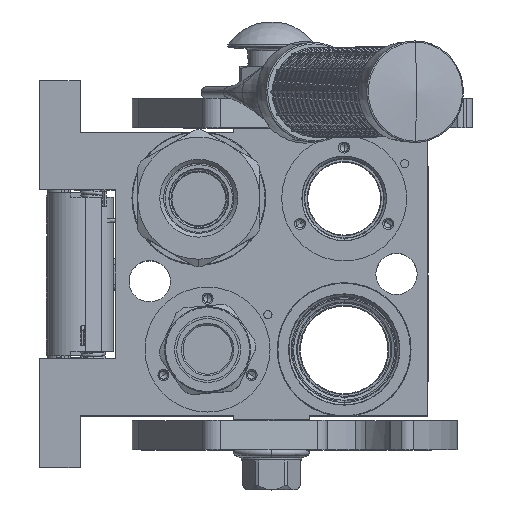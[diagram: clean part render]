
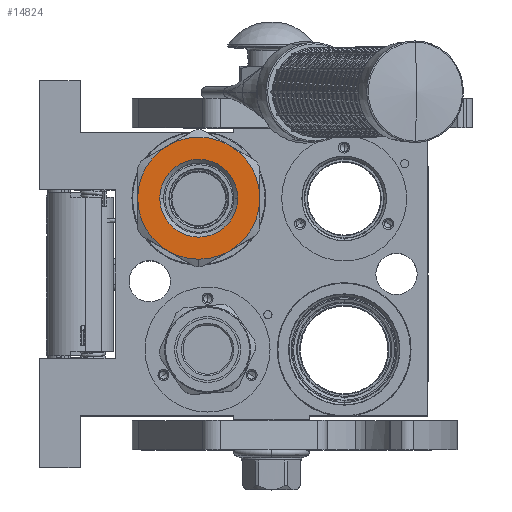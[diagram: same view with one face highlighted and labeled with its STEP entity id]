
A CAD part, top view. The second image highlights one B-rep face of the part: STEP entity #14824.
In plain terms, the highlighted face is planar.
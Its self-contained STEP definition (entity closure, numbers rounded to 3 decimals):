
#342 = CARTESIAN_POINT ( 'NONE',  ( 100.6, -10.5, -18.187 ) ) ;
#1766 = EDGE_LOOP ( 'NONE', ( #150923, #172097 ) ) ;
#2033 = EDGE_LOOP ( 'NONE', ( #165996, #203619, #7346, #213345, #5687, #67378, #161829 ) ) ;
#3057 = CIRCLE ( 'NONE', #41797, 21. ) ;
#5687 = ORIENTED_EDGE ( 'NONE', *, *, #110348, .F. ) ;
#5880 = FACE_OUTER_BOUND ( 'NONE', #2033, .T. ) ;
#6439 = AXIS2_PLACEMENT_3D ( 'NONE', #157886, #59187, #173879 ) ;
#7346 = ORIENTED_EDGE ( 'NONE', *, *, #204536, .T. ) ;
#14824 = ADVANCED_FACE ( 'NONE', ( #5880, #78354 ), #42741, .F. ) ;
#15780 = VERTEX_POINT ( 'NONE', #101717 ) ;
#24231 = CIRCLE ( 'NONE', #174397, 21. ) ;
#24638 = CARTESIAN_POINT ( 'NONE',  ( 100.6, 0., 0. ) ) ;
#26308 = CARTESIAN_POINT ( 'NONE',  ( 100.6, 21., 0. ) ) ;
#26533 = EDGE_CURVE ( 'NONE', #145844, #178552, #109919, .T. ) ;
#31671 = VERTEX_POINT ( 'NONE', #186705 ) ;
#35219 = EDGE_CURVE ( 'NONE', #178552, #145844, #152124, .T. ) ;
#40873 = VERTEX_POINT ( 'NONE', #113049 ) ;
#41797 = AXIS2_PLACEMENT_3D ( 'NONE', #24638, #57193, #57928 ) ;
#42741 = PLANE ( 'NONE',  #79400 ) ;
#50303 = AXIS2_PLACEMENT_3D ( 'NONE', #149484, #200219, #100759 ) ;
#51037 = CIRCLE ( 'NONE', #195948, 21. ) ;
#51680 = AXIS2_PLACEMENT_3D ( 'NONE', #206679, #157335, #57912 ) ;
#51854 = CARTESIAN_POINT ( 'NONE',  ( 100.6, 0., 0. ) ) ;
#57193 = DIRECTION ( 'NONE',  ( 1., 0., 0. ) ) ;
#57912 = DIRECTION ( 'NONE',  ( 0., -1., 0. ) ) ;
#57928 = DIRECTION ( 'NONE',  ( 0., 0.5, 0.866 ) ) ;
#59187 = DIRECTION ( 'NONE',  ( 1., 0., 0. ) ) ;
#61495 = CARTESIAN_POINT ( 'NONE',  ( 100.6, 0., 0. ) ) ;
#62940 = EDGE_CURVE ( 'NONE', #40873, #15780, #51037, .T. ) ;
#67378 = ORIENTED_EDGE ( 'NONE', *, *, #143107, .T. ) ;
#68269 = EDGE_CURVE ( 'NONE', #190811, #31671, #24231, .T. ) ;
#68677 = CIRCLE ( 'NONE', #89566, 21. ) ;
#72594 = CIRCLE ( 'NONE', #6439, 21. ) ;
#73707 = DIRECTION ( 'NONE',  ( 0., 1., 0. ) ) ;
#74943 = CARTESIAN_POINT ( 'NONE',  ( 100.6, -13.4, 0. ) ) ;
#78121 = DIRECTION ( 'NONE',  ( 0., 0., 1. ) ) ;
#78354 = FACE_BOUND ( 'NONE', #1766, .T. ) ;
#79400 = AXIS2_PLACEMENT_3D ( 'NONE', #61495, #176909, #78121 ) ;
#82654 = CIRCLE ( 'NONE', #51680, 21. ) ;
#84524 = CARTESIAN_POINT ( 'NONE',  ( 100.6, 10.5, 18.187 ) ) ;
#89566 = AXIS2_PLACEMENT_3D ( 'NONE', #102513, #204094, #138135 ) ;
#98944 = EDGE_CURVE ( 'NONE', #152402, #40873, #68677, .T. ) ;
#100759 = DIRECTION ( 'NONE',  ( 0., 0.5, 0.866 ) ) ;
#101717 = CARTESIAN_POINT ( 'NONE',  ( 100.6, -21., 0. ) ) ;
#102513 = CARTESIAN_POINT ( 'NONE',  ( 100.6, 0., 0. ) ) ;
#106347 = CIRCLE ( 'NONE', #50303, 21. ) ;
#107743 = DIRECTION ( 'NONE',  ( -1., 0., 0. ) ) ;
#109919 = CIRCLE ( 'NONE', #138031, 13.4 ) ;
#110348 = EDGE_CURVE ( 'NONE', #152763, #190811, #106347, .T. ) ;
#113049 = CARTESIAN_POINT ( 'NONE',  ( 100.6, -10.5, 18.187 ) ) ;
#115723 = DIRECTION ( 'NONE',  ( 1., 0., 0. ) ) ;
#115886 = VERTEX_POINT ( 'NONE', #342 ) ;
#126812 = CARTESIAN_POINT ( 'NONE',  ( 100.6, 0., 0. ) ) ;
#138031 = AXIS2_PLACEMENT_3D ( 'NONE', #51854, #167975, #184634 ) ;
#138135 = DIRECTION ( 'NONE',  ( 0., 0.5, 0.866 ) ) ;
#142674 = CARTESIAN_POINT ( 'NONE',  ( 100.6, 0., 0. ) ) ;
#143107 = EDGE_CURVE ( 'NONE', #152763, #152402, #3057, .T. ) ;
#145593 = CARTESIAN_POINT ( 'NONE',  ( 100.6, 0., 0. ) ) ;
#145844 = VERTEX_POINT ( 'NONE', #74943 ) ;
#146332 = DIRECTION ( 'NONE',  ( 0., 1., 0. ) ) ;
#149484 = CARTESIAN_POINT ( 'NONE',  ( 100.6, 0., 0. ) ) ;
#150923 = ORIENTED_EDGE ( 'NONE', *, *, #26533, .T. ) ;
#152095 = CARTESIAN_POINT ( 'NONE',  ( 100.6, 13.4, 0. ) ) ;
#152124 = CIRCLE ( 'NONE', #192782, 13.4 ) ;
#152402 = VERTEX_POINT ( 'NONE', #189245 ) ;
#152763 = VERTEX_POINT ( 'NONE', #84524 ) ;
#157335 = DIRECTION ( 'NONE',  ( 1., 0., 0. ) ) ;
#157886 = CARTESIAN_POINT ( 'NONE',  ( 100.6, 0., 0. ) ) ;
#160051 = EDGE_CURVE ( 'NONE', #15780, #115886, #82654, .T. ) ;
#161829 = ORIENTED_EDGE ( 'NONE', *, *, #98944, .T. ) ;
#162267 = DIRECTION ( 'NONE',  ( -1., 0., 0. ) ) ;
#165996 = ORIENTED_EDGE ( 'NONE', *, *, #62940, .T. ) ;
#167975 = DIRECTION ( 'NONE',  ( -1., 0., 0. ) ) ;
#172097 = ORIENTED_EDGE ( 'NONE', *, *, #35219, .T. ) ;
#173879 = DIRECTION ( 'NONE',  ( 0., -0.5, -0.866 ) ) ;
#174397 = AXIS2_PLACEMENT_3D ( 'NONE', #142674, #107743, #73707 ) ;
#176909 = DIRECTION ( 'NONE',  ( -1., 0., 0. ) ) ;
#178552 = VERTEX_POINT ( 'NONE', #152095 ) ;
#182517 = DIRECTION ( 'NONE',  ( 0., -0.5, 0.866 ) ) ;
#184634 = DIRECTION ( 'NONE',  ( 0., -1., 0. ) ) ;
#186705 = CARTESIAN_POINT ( 'NONE',  ( 100.6, 10.5, -18.187 ) ) ;
#189245 = CARTESIAN_POINT ( 'NONE',  ( 100.6, 0., 21. ) ) ;
#190811 = VERTEX_POINT ( 'NONE', #26308 ) ;
#192782 = AXIS2_PLACEMENT_3D ( 'NONE', #145593, #162267, #146332 ) ;
#195948 = AXIS2_PLACEMENT_3D ( 'NONE', #126812, #115723, #182517 ) ;
#200219 = DIRECTION ( 'NONE',  ( -1., 0., 0. ) ) ;
#203619 = ORIENTED_EDGE ( 'NONE', *, *, #160051, .T. ) ;
#204094 = DIRECTION ( 'NONE',  ( 1., 0., 0. ) ) ;
#204536 = EDGE_CURVE ( 'NONE', #115886, #31671, #72594, .T. ) ;
#206679 = CARTESIAN_POINT ( 'NONE',  ( 100.6, 0., 0. ) ) ;
#213345 = ORIENTED_EDGE ( 'NONE', *, *, #68269, .F. ) ;
